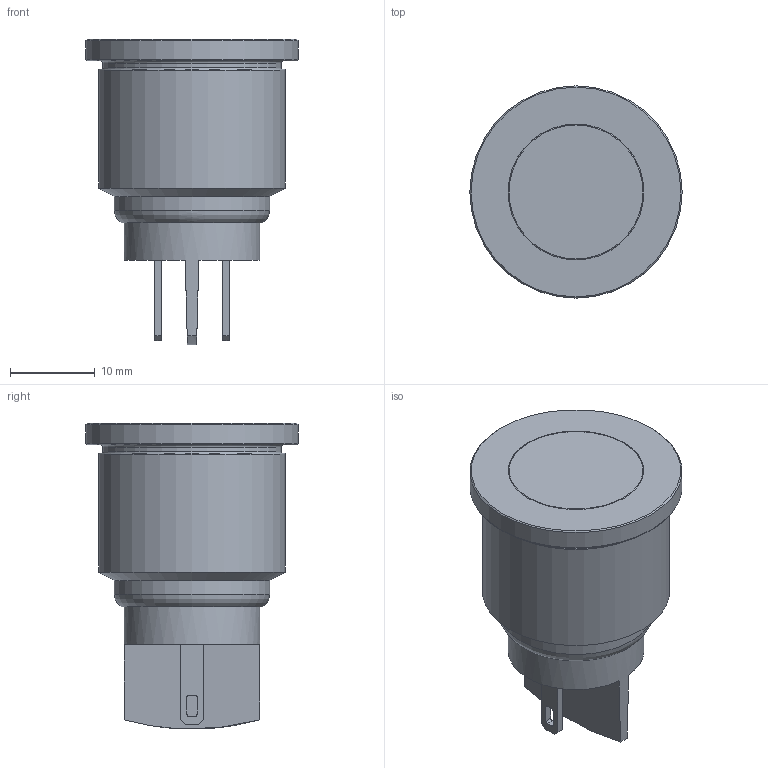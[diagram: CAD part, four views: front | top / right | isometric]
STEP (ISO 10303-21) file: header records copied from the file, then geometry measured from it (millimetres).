
FILE_DESCRIPTION(/* description */ (''),/* implementation_level */ '2;1');
FILE_NAME(/* name */ 'PVL22FLxxx.stp',/* time_stamp */ '2024-10-17T09:10:43-05:00',/* author */ ('jsteinblock'),/* organization */ (''),/* preprocessor_version */ 'ST-DEVELOPER v18.1',/* originating_system */ 'Autodesk Inventor 2022',/* authorisation */ '');
FILE_SCHEMA (('AUTOMOTIVE_DESIGN { 1 0 10303 214 3 1 1 }'));
Length unit declared in the file: inch
Products named in the file (1): PVL22FLxxx
Bounding box: 25 x 25 x 35.94 mm (x, y, z)
Volume: 9139.6 mm3; surface area: 3139.6 mm2
Topology: 1 solids, 1 shells, 56 faces, 140 edges, 93 vertices
Faces by surface type: plane 32, cylinder 16, torus 6, cone 2
Full cylindrical faces by diameter (mm): 15.98 x1, 16 x2, 18.3 x1, 21 x1, 22 x1, 25 x1
Entity records: 1748 total; most frequent: DIRECTION 307, CARTESIAN_POINT 302, ORIENTED_EDGE 280, EDGE_CURVE 140, AXIS2_PLACEMENT_3D 114, VERTEX_POINT 93, LINE 79, VECTOR 79
